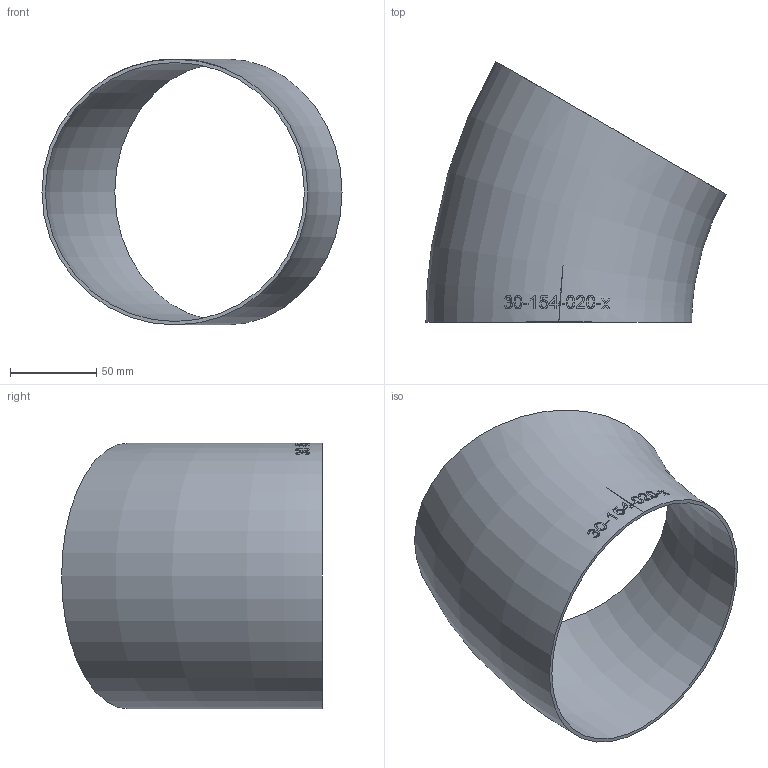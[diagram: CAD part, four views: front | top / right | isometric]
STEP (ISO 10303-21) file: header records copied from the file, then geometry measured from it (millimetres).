
FILE_DESCRIPTION (( 'STEP AP214' ), '1' );
FILE_NAME ('30-154-020-x Bogen 2004.STEP', '2020-04-22T15:13:46', ( '' ), ( '' ), 'SwSTEP 2.0', 'SolidWorks 2019', '' );
FILE_SCHEMA (( 'AUTOMOTIVE_DESIGN' ));
Length unit declared in the file: millimetre
Products named in the file (1): 30-154-020-x Bogen 2004
Bounding box: 173.83 x 151 x 154 mm (x, y, z)
Volume: 112508.6 mm3; surface area: 114435.3 mm2
Topology: 1 solids, 1 shells, 144 faces, 379 edges, 253 vertices
Faces by surface type: bspline 124, torus 18, plane 2
Entity records: 22867 total; most frequent: CARTESIAN_POINT 18884, ORIENTED_EDGE 752, EDGE_CURVE 376, B_SPLINE_CURVE_WITH_KNOTS 371, VERTEX_POINT 252, EDGE_LOOP 164, FACE_OUTER_BOUND 146, ADVANCED_FACE 144
